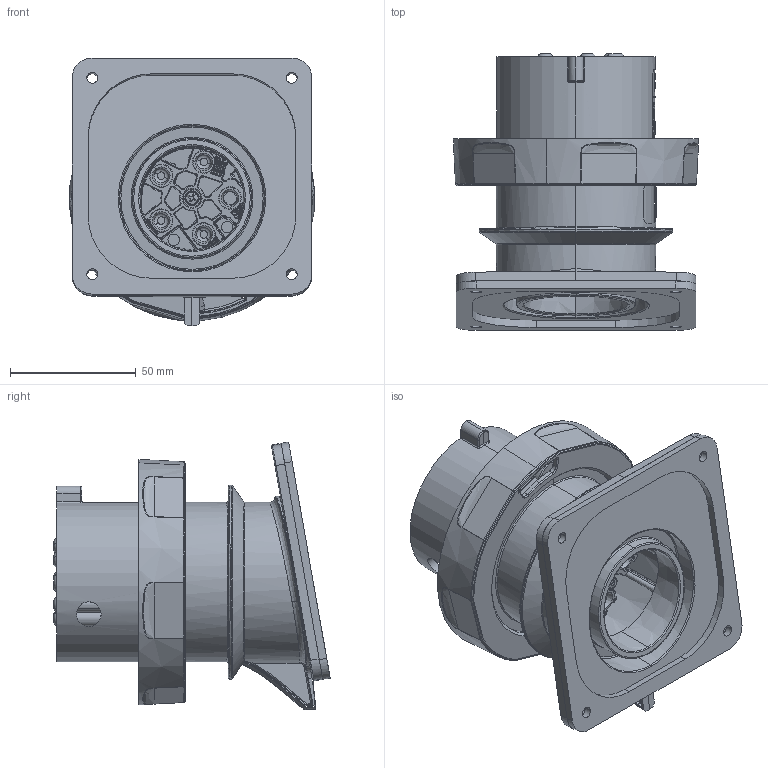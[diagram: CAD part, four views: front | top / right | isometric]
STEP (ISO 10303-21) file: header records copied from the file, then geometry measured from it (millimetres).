
FILE_DESCRIPTION (( 'STEP AP214' ), '1' );
FILE_NAME ('ORB4203-M02.STEP', '2019-03-04T19:55:42', ( '' ), ( '' ), 'SwSTEP 2.0', 'SolidWorks 2017', '' );
FILE_SCHEMA (( 'AUTOMOTIVE_DESIGN' ));
Length unit declared in the file: millimetre
Products named in the file (1): ORB4203-M02
Bounding box: 97.4 x 109.83 x 106.49 mm (x, y, z)
Surface area: 110366.2 mm2 (no closed solid volume)
Topology: 0 solids, 95 shells, 1166 faces, 4674 edges, 3509 vertices
Faces by surface type: plane 340, cylinder 305, bspline 210, cone 174, torus 134, sphere 3
Entity records: 82567 total; most frequent: CARTESIAN_POINT 35605, ORIENTED_EDGE 6669, DIRECTION 6201, EDGE_CURVE 4664, VERTEX_POINT 3509, AXIS2_PLACEMENT_3D 2282, LINE 1637, VECTOR 1637
